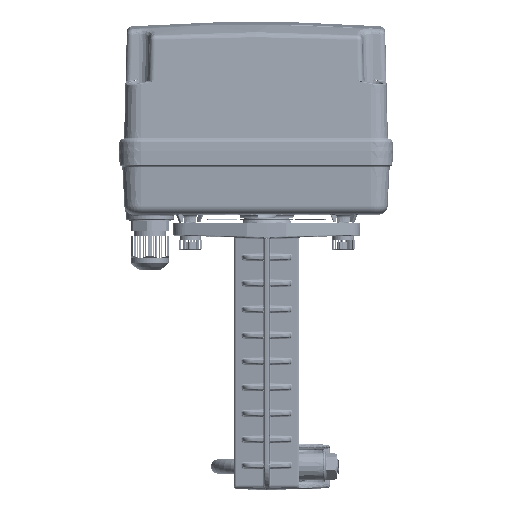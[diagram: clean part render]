
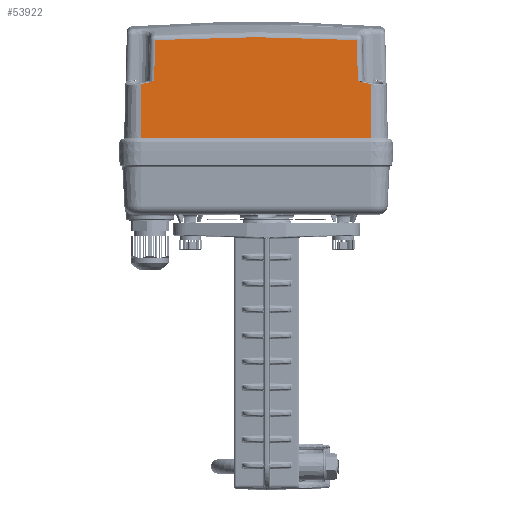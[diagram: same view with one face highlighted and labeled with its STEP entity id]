
A CAD part, top view. The second image highlights one B-rep face of the part: STEP entity #53922.
In plain terms, the highlighted planar face has unit normal (0, 0.026, 1).
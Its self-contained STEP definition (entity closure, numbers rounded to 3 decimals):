
#3672 = VERTEX_POINT ( 'NONE', #76033 ) ;
#3931 = B_SPLINE_CURVE_WITH_KNOTS ( 'NONE', 3,
 ( #183006, #160037, #137074, #114132, #91300, #68313, #45299, #22333 ),
 .UNSPECIFIED., .F., .F.,
 ( 4, 2, 2, 4 ),
 ( 0., 0.001, 0.002, 0.002 ),
 .UNSPECIFIED. ) ;
#4305 = DIRECTION ( 'NONE',  ( -0.982, -0.187, 0.005 ) ) ;
#11840 = CARTESIAN_POINT ( 'NONE',  ( 50.757, 79.428, 66.468 ) ) ;
#12823 = B_SPLINE_CURVE_WITH_KNOTS ( 'NONE', 3,
 ( #17298, #172547, #149519, #126584, #103767, #80814, #57790, #34839, #11840, #213184 ),
 .UNSPECIFIED., .F., .F.,
 ( 4, 2, 2, 2, 4 ),
 ( 0., 0.001, 0.001, 0.002, 0.002 ),
 .UNSPECIFIED. ) ;
#13678 = DIRECTION ( 'NONE',  ( 0., 0.026, 1. ) ) ;
#15481 = CARTESIAN_POINT ( 'NONE',  ( -24.692, 103.408, 65.84 ) ) ;
#17298 = CARTESIAN_POINT ( 'NONE',  ( 52.651, 78.349, 66.497 ) ) ;
#22333 = CARTESIAN_POINT ( 'NONE',  ( -64.651, 78.349, 66.497 ) ) ;
#22403 = DIRECTION ( 'NONE',  ( -0.026, -0.999, 0.026 ) ) ;
#27356 = CARTESIAN_POINT ( 'NONE',  ( -69.924, 77.345, 66.523 ) ) ;
#27370 = CARTESIAN_POINT ( 'NONE',  ( -70., 47.487, 67.305 ) ) ;
#27585 = B_SPLINE_CURVE_WITH_KNOTS ( 'NONE', 3,
 ( #130227, #107302, #84429, #61426, #38474, #15481, #216794, #193804 ),
 .UNSPECIFIED., .F., .F.,
 ( 4, 2, 2, 4 ),
 ( 0., 0.028, 0.056, 0.112 ),
 .UNSPECIFIED. ) ;
#33478 = DIRECTION ( 'NONE',  ( 0., -1., 0.026 ) ) ;
#34839 = CARTESIAN_POINT ( 'NONE',  ( 50.909, 79.294, 66.472 ) ) ;
#36672 = CARTESIAN_POINT ( 'NONE',  ( -65.597, 80., 66.453 ) ) ;
#38474 = CARTESIAN_POINT ( 'NONE',  ( 3.33, 103.409, 65.84 ) ) ;
#45299 = CARTESIAN_POINT ( 'NONE',  ( -64.453, 78.387, 66.496 ) ) ;
#45365 = CARTESIAN_POINT ( 'NONE',  ( -62.6, 79.922, 66.455 ) ) ;
#45409 = EDGE_CURVE ( 'NONE', #110024, #126338, #127372, .T. ) ;
#48768 = DIRECTION ( 'NONE',  ( -0.982, 0.187, -0.005 ) ) ;
#50351 = LINE ( 'NONE', #27356, #102353 ) ;
#53217 = VECTOR ( 'NONE', #81602, 1000. ) ;
#53453 = ORIENTED_EDGE ( 'NONE', *, *, #162650, .T. ) ;
#53922 = ADVANCED_FACE ( 'NONE', ( #216467 ), #59611, .T. ) ;
#55198 = EDGE_CURVE ( 'NONE', #188058, #135111, #50351, .T. ) ;
#56400 = CARTESIAN_POINT ( 'NONE',  ( -70., 80., 66.453 ) ) ;
#57051 = EDGE_LOOP ( 'NONE', ( #146663, #130478, #142550, #143868, #110155, #174902, #210106, #53453, #141065, #147774 ) ) ;
#57790 = CARTESIAN_POINT ( 'NONE',  ( 51.222, 79.042, 66.479 ) ) ;
#57831 = VECTOR ( 'NONE', #33478, 1000. ) ;
#59611 = PLANE ( 'NONE',  #209238 ) ;
#61426 = CARTESIAN_POINT ( 'NONE',  ( 12.675, 103.277, 65.844 ) ) ;
#65223 = EDGE_CURVE ( 'NONE', #86075, #112337, #12823, .T. ) ;
#68313 = CARTESIAN_POINT ( 'NONE',  ( -64.263, 78.449, 66.494 ) ) ;
#68380 = LINE ( 'NONE', #45365, #177300 ) ;
#71762 = CARTESIAN_POINT ( 'NONE',  ( 50.545, 78.75, 66.486 ) ) ;
#72950 = CARTESIAN_POINT ( 'NONE',  ( 52.651, 78.349, 66.497 ) ) ;
#76033 = CARTESIAN_POINT ( 'NONE',  ( 50.027, 101.82, 65.882 ) ) ;
#77727 = DIRECTION ( 'NONE',  ( -0.026, 0.999, -0.026 ) ) ;
#78354 = EDGE_CURVE ( 'NONE', #135111, #94244, #102390, .T. ) ;
#79402 = VECTOR ( 'NONE', #48768, 1000. ) ;
#79691 = DIRECTION ( 'NONE',  ( 1., 0., 0. ) ) ;
#80814 = CARTESIAN_POINT ( 'NONE',  ( 51.383, 78.923, 66.482 ) ) ;
#81602 = DIRECTION ( 'NONE',  ( 0., -1., 0.026 ) ) ;
#84429 = CARTESIAN_POINT ( 'NONE',  ( 31.359, 102.747, 65.858 ) ) ;
#86075 = VERTEX_POINT ( 'NONE', #72950 ) ;
#86152 = EDGE_CURVE ( 'NONE', #94244, #126338, #171428, .T. ) ;
#91300 = CARTESIAN_POINT ( 'NONE',  ( -63.897, 78.608, 66.49 ) ) ;
#92031 = CARTESIAN_POINT ( 'NONE',  ( -70., 77.33, 66.523 ) ) ;
#94244 = VERTEX_POINT ( 'NONE', #27370 ) ;
#94722 = LINE ( 'NONE', #71762, #79402 ) ;
#95871 = CARTESIAN_POINT ( 'NONE',  ( 58., 77.33, 66.523 ) ) ;
#100695 = CARTESIAN_POINT ( 'NONE',  ( 49.976, 103.745, 65.832 ) ) ;
#102353 = VECTOR ( 'NONE', #4305, 1000. ) ;
#102390 = LINE ( 'NONE', #56400, #57831 ) ;
#102658 = CARTESIAN_POINT ( 'NONE',  ( -65.597, 47.487, 67.305 ) ) ;
#103767 = CARTESIAN_POINT ( 'NONE',  ( 51.72, 78.706, 66.487 ) ) ;
#104533 = CARTESIAN_POINT ( 'NONE',  ( 58., 80., 66.453 ) ) ;
#104881 = CARTESIAN_POINT ( 'NONE',  ( -62.027, 101.82, 65.882 ) ) ;
#106774 = CARTESIAN_POINT ( 'NONE',  ( 58., 47.487, 67.305 ) ) ;
#107302 = CARTESIAN_POINT ( 'NONE',  ( 40.695, 102.35, 65.868 ) ) ;
#110024 = VERTEX_POINT ( 'NONE', #95871 ) ;
#110155 = ORIENTED_EDGE ( 'NONE', *, *, #65223, .T. ) ;
#112337 = VERTEX_POINT ( 'NONE', #135070 ) ;
#114132 = CARTESIAN_POINT ( 'NONE',  ( -63.72, 78.706, 66.487 ) ) ;
#123511 = LINE ( 'NONE', #100695, #150147 ) ;
#125815 = VECTOR ( 'NONE', #79691, 1000. ) ;
#126338 = VERTEX_POINT ( 'NONE', #106774 ) ;
#126584 = CARTESIAN_POINT ( 'NONE',  ( 51.897, 78.608, 66.49 ) ) ;
#127372 = LINE ( 'NONE', #104533, #53217 ) ;
#130227 = CARTESIAN_POINT ( 'NONE',  ( 50.027, 101.82, 65.882 ) ) ;
#130478 = ORIENTED_EDGE ( 'NONE', *, *, #86152, .T. ) ;
#131762 = EDGE_CURVE ( 'NONE', #3672, #158911, #27585, .T. ) ;
#135070 = CARTESIAN_POINT ( 'NONE',  ( 50.61, 79.562, 66.465 ) ) ;
#135111 = VERTEX_POINT ( 'NONE', #92031 ) ;
#137074 = CARTESIAN_POINT ( 'NONE',  ( -63.214, 79.031, 66.479 ) ) ;
#141065 = ORIENTED_EDGE ( 'NONE', *, *, #206232, .T. ) ;
#142550 = ORIENTED_EDGE ( 'NONE', *, *, #45409, .F. ) ;
#143868 = ORIENTED_EDGE ( 'NONE', *, *, #157384, .T. ) ;
#146663 = ORIENTED_EDGE ( 'NONE', *, *, #78354, .T. ) ;
#146682 = CARTESIAN_POINT ( 'NONE',  ( -64.651, 78.349, 66.497 ) ) ;
#147774 = ORIENTED_EDGE ( 'NONE', *, *, #55198, .T. ) ;
#149519 = CARTESIAN_POINT ( 'NONE',  ( 52.263, 78.449, 66.494 ) ) ;
#150147 = VECTOR ( 'NONE', #77727, 1000. ) ;
#155279 = VERTEX_POINT ( 'NONE', #179818 ) ;
#157384 = EDGE_CURVE ( 'NONE', #110024, #86075, #94722, .T. ) ;
#158911 = VERTEX_POINT ( 'NONE', #104881 ) ;
#160037 = CARTESIAN_POINT ( 'NONE',  ( -62.907, 79.291, 66.472 ) ) ;
#162650 = EDGE_CURVE ( 'NONE', #158911, #155279, #68380, .T. ) ;
#171428 = LINE ( 'NONE', #102658, #125815 ) ;
#172547 = CARTESIAN_POINT ( 'NONE',  ( 52.453, 78.387, 66.496 ) ) ;
#174902 = ORIENTED_EDGE ( 'NONE', *, *, #185568, .T. ) ;
#177300 = VECTOR ( 'NONE', #22403, 1000. ) ;
#179818 = CARTESIAN_POINT ( 'NONE',  ( -62.61, 79.562, 66.465 ) ) ;
#183006 = CARTESIAN_POINT ( 'NONE',  ( -62.61, 79.562, 66.465 ) ) ;
#185568 = EDGE_CURVE ( 'NONE', #112337, #3672, #123511, .T. ) ;
#188058 = VERTEX_POINT ( 'NONE', #146682 ) ;
#193804 = CARTESIAN_POINT ( 'NONE',  ( -62.027, 101.82, 65.882 ) ) ;
#206232 = EDGE_CURVE ( 'NONE', #155279, #188058, #3931, .T. ) ;
#209238 = AXIS2_PLACEMENT_3D ( 'NONE', #36672, #13678, #214979 ) ;
#210106 = ORIENTED_EDGE ( 'NONE', *, *, #131762, .T. ) ;
#213184 = CARTESIAN_POINT ( 'NONE',  ( 50.61, 79.562, 66.465 ) ) ;
#214979 = DIRECTION ( 'NONE',  ( 0., -1., 0.026 ) ) ;
#216467 = FACE_OUTER_BOUND ( 'NONE', #57051, .T. ) ;
#216794 = CARTESIAN_POINT ( 'NONE',  ( -43.364, 102.88, 65.854 ) ) ;
